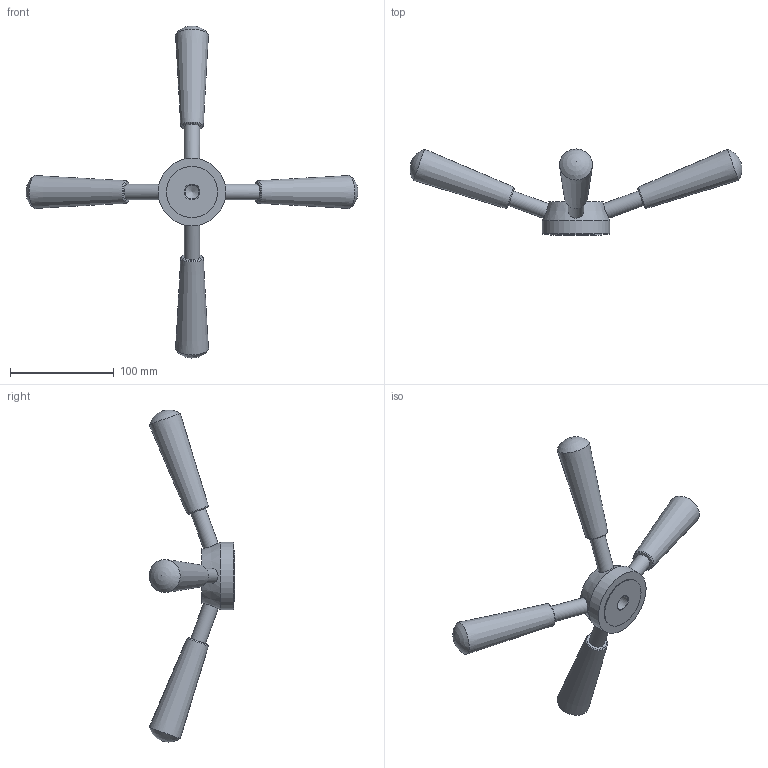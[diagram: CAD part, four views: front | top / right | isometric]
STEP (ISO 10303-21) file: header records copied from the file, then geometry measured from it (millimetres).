
FILE_DESCRIPTION(/* description */ (''),/* implementation_level */ '2;1');
FILE_NAME(/* name */ 'FA160.dxf',/* time_stamp */ '2012-11-23T15:46:47+08:00',/* author */ (''),/* organization */ (''),/* preprocessor_version */ 'ST-DEVELOPER v9',/* originating_system */ 'UGS - NX 4.0',/* authorisation */ '');
FILE_SCHEMA (('CONFIG_CONTROL_DESIGN'));
Length unit declared in the file: millimetre
Products named in the file (1): Admi43CAxk9o
Bounding box: 320.69 x 82.92 x 320.69 mm (x, y, z)
Volume: 347937 mm3; surface area: 55832.6 mm2
Topology: 1 solids, 1 shells, 31 faces, 68 edges, 44 vertices
Faces by surface type: cone 11, plane 8, cylinder 8, sphere 4
Full cylindrical faces by diameter (mm): 13.445 x1, 14.445 x1, 15 x4, 49.445 x1, 65.445 x1
Entity records: 760 total; most frequent: CARTESIAN_POINT 161, DIRECTION 116, EDGE_LOOP 60, ORIENTED_EDGE 60, AXIS2_PLACEMENT_3D 58, FACE_BOUND 38, ADVANCED_FACE 31, VERTEX_POINT 31
